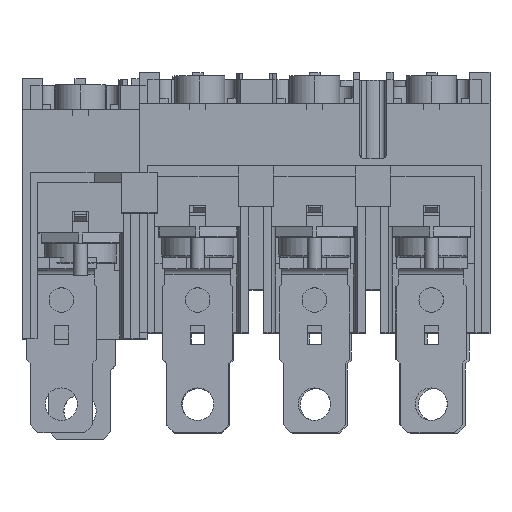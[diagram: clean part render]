
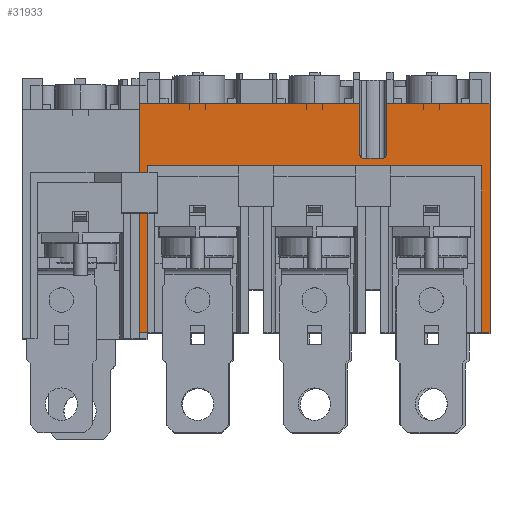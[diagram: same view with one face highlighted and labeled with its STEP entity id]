
A CAD part, top view. The second image highlights one B-rep face of the part: STEP entity #31933.
In plain terms, the highlighted planar face has unit normal (0, 0, 1).
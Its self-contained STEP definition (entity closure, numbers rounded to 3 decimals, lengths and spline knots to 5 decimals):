
#6352=CARTESIAN_POINT('',(0.0624,0.04571,-0.0147));
#6353=DIRECTION('',(0.,0.,-1.));
#6354=DIRECTION('',(1.,0.,0.));
#6355=AXIS2_PLACEMENT_3D('',#6352,#6353,#6354);
#6357=DIRECTION('',(0.,-1.,0.));
#6358=VECTOR('',#6357,0.0131);
#6359=CARTESIAN_POINT('',(0.0634,0.05881,-0.0147));
#6360=LINE('',#6359,#6358);
#6361=DIRECTION('',(-1.,0.,0.));
#6362=VECTOR('',#6361,0.0266);
#6363=CARTESIAN_POINT('',(0.09,0.05881,-0.0147));
#6364=LINE('',#6363,#6362);
#6365=DIRECTION('',(0.,1.,0.));
#6366=VECTOR('',#6365,0.0588);
#6367=CARTESIAN_POINT('',(0.09,0.00001,-0.0147));
#6368=LINE('',#6367,#6366);
#6369=DIRECTION('',(1.,0.,0.));
#6370=VECTOR('',#6369,0.00215);
#6371=CARTESIAN_POINT('',(0.08785,0.00001,-0.0147));
#6372=LINE('',#6371,#6370);
#6373=DIRECTION('',(1.,0.,0.));
#6374=VECTOR('',#6373,0.0857);
#6375=CARTESIAN_POINT('',(0.00215,0.04281,-0.0147));
#6376=LINE('',#6375,#6374);
#6377=DIRECTION('',(0.,1.,0.));
#6378=VECTOR('',#6377,0.0428);
#6379=CARTESIAN_POINT('',(0.00215,0.00001,-0.0147));
#6380=LINE('',#6379,#6378);
#6381=DIRECTION('',(1.,0.,0.));
#6382=VECTOR('',#6381,0.00215);
#6383=CARTESIAN_POINT('',(0.,0.00001,-0.0147));
#6384=LINE('',#6383,#6382);
#6385=DIRECTION('',(0.,-1.,0.));
#6386=VECTOR('',#6385,0.0588);
#6387=CARTESIAN_POINT('',(0.,0.05881,-0.0147));
#6388=LINE('',#6387,#6386);
#6389=DIRECTION('',(-1.,0.,0.));
#6390=VECTOR('',#6389,0.0566);
#6391=CARTESIAN_POINT('',(0.0566,0.05881,-0.0147));
#6392=LINE('',#6391,#6390);
#6393=DIRECTION('',(0.,1.,0.));
#6394=VECTOR('',#6393,0.0131);
#6395=CARTESIAN_POINT('',(0.0566,0.04571,-0.0147));
#6396=LINE('',#6395,#6394);
#6397=CARTESIAN_POINT('',(0.0576,0.04571,-0.0147));
#6398=DIRECTION('',(0.,0.,-1.));
#6399=DIRECTION('',(0.,-1.,0.));
#6400=AXIS2_PLACEMENT_3D('',#6397,#6398,#6399);
#6410=DIRECTION('',(1.,0.,0.));
#6411=VECTOR('',#6410,0.0048);
#6412=CARTESIAN_POINT('',(0.0576,0.04471,-0.0147));
#6413=LINE('',#6412,#6411);
#6552=DIRECTION('',(0.,1.,0.));
#6553=VECTOR('',#6552,0.0428);
#6554=CARTESIAN_POINT('',(0.08785,0.00001,-0.0147));
#6555=LINE('',#6554,#6553);
#15834=CARTESIAN_POINT('',(0.,0.00001,-0.0147));
#15835=VERTEX_POINT('',#15834);
#15836=CARTESIAN_POINT('',(0.00215,0.00001,-0.0147));
#15837=VERTEX_POINT('',#15836);
#15914=CARTESIAN_POINT('',(0.,0.05881,-0.0147));
#15915=VERTEX_POINT('',#15914);
#16448=CARTESIAN_POINT('',(0.09,0.00001,-0.0147));
#16449=VERTEX_POINT('',#16448);
#16450=CARTESIAN_POINT('',(0.09,0.05881,-0.0147));
#16451=VERTEX_POINT('',#16450);
#17059=CARTESIAN_POINT('',(0.0566,0.05881,-0.0147));
#17060=VERTEX_POINT('',#17059);
#17351=CARTESIAN_POINT('',(0.0566,0.04571,-0.0147));
#17352=VERTEX_POINT('',#17351);
#17377=CARTESIAN_POINT('',(0.0634,0.05881,-0.0147));
#17378=VERTEX_POINT('',#17377);
#17379=CARTESIAN_POINT('',(0.0634,0.04571,-0.0147));
#17380=VERTEX_POINT('',#17379);
#17779=CARTESIAN_POINT('',(0.08785,0.00001,-0.0147));
#17780=VERTEX_POINT('',#17779);
#18400=CARTESIAN_POINT('',(0.00215,0.04281,-0.0147));
#18401=VERTEX_POINT('',#18400);
#18402=CARTESIAN_POINT('',(0.08785,0.04281,-0.0147));
#18403=VERTEX_POINT('',#18402);
#18422=CARTESIAN_POINT('',(0.0576,0.04471,-0.0147));
#18423=VERTEX_POINT('',#18422);
#18424=CARTESIAN_POINT('',(0.0624,0.04471,-0.0147));
#18425=VERTEX_POINT('',#18424);
#31907=CARTESIAN_POINT('',(0.,0.00001,-0.0147));
#31908=DIRECTION('',(0.,0.,1.));
#31909=DIRECTION('',(1.,0.,0.));
#31910=AXIS2_PLACEMENT_3D('',#31907,#31908,#31909);
#31911=PLANE('',#31910);
#31913=ORIENTED_EDGE('',*,*,#31912,.F.);
#31914=ORIENTED_EDGE('',*,*,#31878,.F.);
#31915=ORIENTED_EDGE('',*,*,#23315,.F.);
#31916=ORIENTED_EDGE('',*,*,#21543,.F.);
#31917=ORIENTED_EDGE('',*,*,#23748,.F.);
#31919=ORIENTED_EDGE('',*,*,#31918,.T.);
#31920=ORIENTED_EDGE('',*,*,#23886,.F.);
#31922=ORIENTED_EDGE('',*,*,#31921,.F.);
#31923=ORIENTED_EDGE('',*,*,#24159,.F.);
#31924=ORIENTED_EDGE('',*,*,#24293,.F.);
#31925=ORIENTED_EDGE('',*,*,#28392,.F.);
#31926=ORIENTED_EDGE('',*,*,#30185,.F.);
#31928=ORIENTED_EDGE('',*,*,#31927,.F.);
#31930=ORIENTED_EDGE('',*,*,#31929,.T.);
#31931=EDGE_LOOP('',(#31913,#31914,#31915,#31916,#31917,#31919,#31920,#31922,
#31923,#31924,#31925,#31926,#31928,#31930));
#31932=FACE_OUTER_BOUND('',#31931,.F.);
#31933=ADVANCED_FACE('',(#31932),#31911,.T.);
#6356=CIRCLE('',#6355,0.001);
#6401=CIRCLE('',#6400,0.001);
#21543=EDGE_CURVE('',#16449,#16451,#6368,.T.);
#23315=EDGE_CURVE('',#16451,#17378,#6364,.T.);
#23748=EDGE_CURVE('',#17780,#16449,#6372,.T.);
#23886=EDGE_CURVE('',#18401,#18403,#6376,.T.);
#24159=EDGE_CURVE('',#15835,#15837,#6384,.T.);
#24293=EDGE_CURVE('',#15915,#15835,#6388,.T.);
#28392=EDGE_CURVE('',#17060,#15915,#6392,.T.);
#30185=EDGE_CURVE('',#17352,#17060,#6396,.T.);
#31878=EDGE_CURVE('',#17378,#17380,#6360,.T.);
#31912=EDGE_CURVE('',#17380,#18425,#6356,.T.);
#31918=EDGE_CURVE('',#17780,#18403,#6555,.T.);
#31921=EDGE_CURVE('',#15837,#18401,#6380,.T.);
#31927=EDGE_CURVE('',#18423,#17352,#6401,.T.);
#31929=EDGE_CURVE('',#18423,#18425,#6413,.T.);
